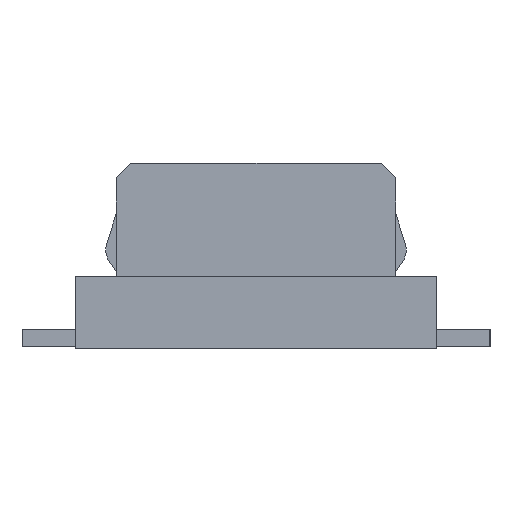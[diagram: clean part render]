
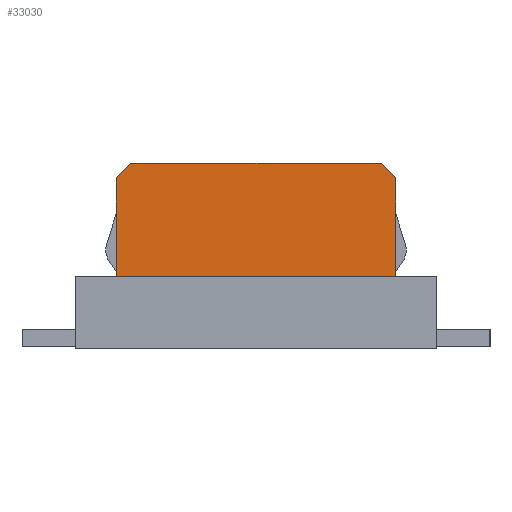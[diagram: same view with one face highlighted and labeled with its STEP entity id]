
A CAD part, left-side view. The second image highlights one B-rep face of the part: STEP entity #33030.
In plain terms, the highlighted planar face has unit normal (-1, 0, 0).
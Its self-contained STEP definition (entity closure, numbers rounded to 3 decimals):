
#7990=CARTESIAN_POINT('',(484.016,52.566,0.));
#8000=VERTEX_POINT('',#7990);
#8170=CARTESIAN_POINT('',(484.016,53.666,0.));
#8180=VERTEX_POINT('',#8170);
#8210=CARTESIAN_POINT('',(484.016,51.016,0.));
#8220=DIRECTION('',(0.,-1.,0.));
#8230=VECTOR('',#8220,1.);
#8240=LINE('',#8210,#8230);
#8250=EDGE_CURVE('',#8180,#8000,#8240,.T.);
#9390=CARTESIAN_POINT('',(484.016,52.251,1.28));
#9400=VERTEX_POINT('',#9390);
#9430=CARTESIAN_POINT('',(484.016,51.016,1.28));
#9440=DIRECTION('',(0.,-1.,0.));
#9450=VECTOR('',#9440,1.);
#9460=LINE('',#9430,#9450);
#9470=CARTESIAN_POINT('',(484.016,53.981,1.28));
#9480=VERTEX_POINT('',#9470);
#9490=EDGE_CURVE('',#9480,#9400,#9460,.T.);
#9770=CARTESIAN_POINT('',(484.016,52.151,1.18));
#9780=VERTEX_POINT('',#9770);
#9810=CARTESIAN_POINT('',(484.016,50.971,0.));
#9820=DIRECTION('',(0.,0.707,0.707));
#9830=VECTOR('',#9820,1.);
#9840=LINE('',#9810,#9830);
#9850=EDGE_CURVE('',#9780,#9400,#9840,.T.);
#9960=CARTESIAN_POINT('',(484.016,55.261,0.));
#9970=DIRECTION('',(0.,0.707,-0.707));
#9980=VECTOR('',#9970,1.);
#9990=LINE('',#9960,#9980);
#10000=CARTESIAN_POINT('',(484.016,54.081,1.18));
#10010=VERTEX_POINT('',#10000);
#10020=EDGE_CURVE('',#9480,#10010,#9990,.T.);
#11410=CARTESIAN_POINT('',(484.016,52.566,0.5));
#11420=VERTEX_POINT('',#11410);
#11470=CARTESIAN_POINT('',(484.016,54.081,0.5));
#11480=DIRECTION('',(0.,-1.,0.));
#11490=VECTOR('',#11480,1.);
#11500=LINE('',#11470,#11490);
#11510=CARTESIAN_POINT('',(484.016,52.151,0.5));
#11520=VERTEX_POINT('',#11510);
#11530=EDGE_CURVE('',#11420,#11520,#11500,.T.);
#11870=CARTESIAN_POINT('',(484.016,54.081,0.5));
#11880=VERTEX_POINT('',#11870);
#11910=CARTESIAN_POINT('',(484.016,53.666,0.5));
#11920=VERTEX_POINT('',#11910);
#11930=EDGE_CURVE('',#11880,#11920,#11500,.T.);
#12810=CARTESIAN_POINT('',(484.016,52.151,1.28));
#12820=DIRECTION('',(0.,0.,-1.));
#12830=VECTOR('',#12820,1.);
#12840=LINE('',#12810,#12830);
#12850=EDGE_CURVE('',#9780,#11520,#12840,.T.);
#22640=CARTESIAN_POINT('',(484.016,54.081,1.28));
#22650=DIRECTION('',(0.,0.,-1.));
#22660=VECTOR('',#22650,1.);
#22670=LINE('',#22640,#22660);
#22680=EDGE_CURVE('',#10010,#11880,#22670,.T.);
#32760=CARTESIAN_POINT('',(484.016,52.566,0.5));
#32770=DIRECTION('',(1.,0.,0.));
#32780=DIRECTION('',(0.,-1.,0.));
#32790=AXIS2_PLACEMENT_3D('',#32760,#32770,#32780);
#32800=PLANE('',#32790);
#32810=CARTESIAN_POINT('',(484.016,53.666,0.5));
#32820=DIRECTION('',(0.,0.,-1.));
#32830=VECTOR('',#32820,1.);
#32840=LINE('',#32810,#32830);
#32850=EDGE_CURVE('',#11920,#8180,#32840,.T.);
#32860=ORIENTED_EDGE('',*,*,#32850,.T.);
#32870=ORIENTED_EDGE('',*,*,#11930,.T.);
#32880=ORIENTED_EDGE('',*,*,#22680,.T.);
#32890=ORIENTED_EDGE('',*,*,#10020,.T.);
#32900=ORIENTED_EDGE('',*,*,#9490,.F.);
#32910=ORIENTED_EDGE('',*,*,#9850,.T.);
#32920=ORIENTED_EDGE('',*,*,#12850,.F.);
#32930=ORIENTED_EDGE('',*,*,#11530,.T.);
#32940=CARTESIAN_POINT('',(484.016,52.566,0.5));
#32950=DIRECTION('',(0.,0.,-1.));
#32960=VECTOR('',#32950,1.);
#32970=LINE('',#32940,#32960);
#32980=EDGE_CURVE('',#11420,#8000,#32970,.T.);
#32990=ORIENTED_EDGE('',*,*,#32980,.F.);
#33000=ORIENTED_EDGE('',*,*,#8250,.T.);
#33010=EDGE_LOOP('',(#33000,#32990,#32930,#32920,#32910,#32900,#32890,
#32880,#32870,#32860));
#33020=FACE_OUTER_BOUND('',#33010,.T.);
#33030=ADVANCED_FACE('',(#33020),#32800,.F.);
